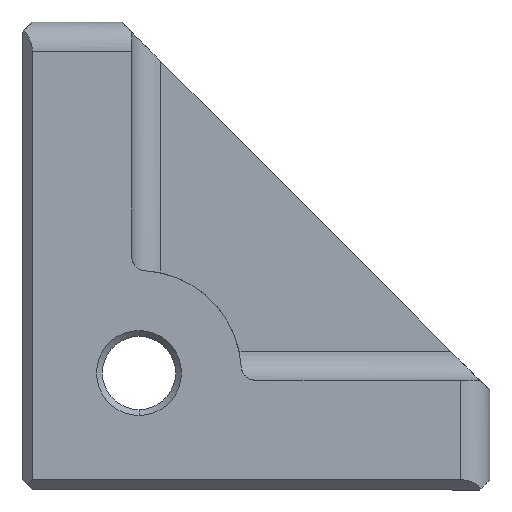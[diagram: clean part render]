
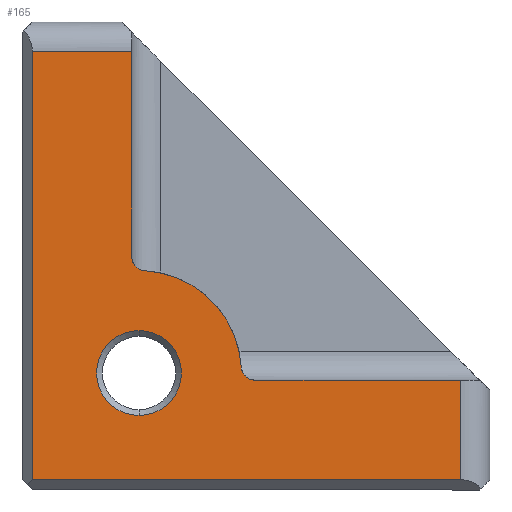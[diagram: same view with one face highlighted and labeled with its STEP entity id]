
A CAD part, left-side view. The second image highlights one B-rep face of the part: STEP entity #165.
In plain terms, the highlighted planar face has unit normal (-1, 0, 0).
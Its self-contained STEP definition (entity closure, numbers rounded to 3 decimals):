
#165=ADVANCED_FACE('',(#344,#345),#346,.T.);
#344=FACE_OUTER_BOUND('',#1714,.T.);
#345=FACE_BOUND('',#1715,.T.);
#346=PLANE('',#1716);
#1714=EDGE_LOOP('',(#2117,#2118,#2119,#2120,#2121,#2122,#2123,#2124,#2125));
#1715=EDGE_LOOP('',(#2126,#2127));
#1716=AXIS2_PLACEMENT_3D('',#2128,#2129,#2130);
#2117=ORIENTED_EDGE('',*,*,#2421,.T.);
#2118=ORIENTED_EDGE('',*,*,#2430,.T.);
#2119=ORIENTED_EDGE('',*,*,#2443,.T.);
#2120=ORIENTED_EDGE('',*,*,#2478,.F.);
#2121=ORIENTED_EDGE('',*,*,#2479,.F.);
#2122=ORIENTED_EDGE('',*,*,#2480,.F.);
#2123=ORIENTED_EDGE('',*,*,#2461,.T.);
#2124=ORIENTED_EDGE('',*,*,#2413,.T.);
#2125=ORIENTED_EDGE('',*,*,#2417,.T.);
#2126=ORIENTED_EDGE('',*,*,#2333,.T.);
#2127=ORIENTED_EDGE('',*,*,#2410,.T.);
#2128=CARTESIAN_POINT('',(-9.5,-8.0,8.0));
#2129=DIRECTION('',(-1.0,0.0,0.0));
#2130=DIRECTION('',(0.0,0.0,-1.0));
#2333=EDGE_CURVE('',#2559,#2557,#2560,.F.);
#2410=EDGE_CURVE('',#2557,#2559,#2677,.F.);
#2413=EDGE_CURVE('',#2681,#2679,#2682,.T.);
#2417=EDGE_CURVE('',#2679,#2685,#2687,.F.);
#2421=EDGE_CURVE('',#2685,#2691,#2693,.T.);
#2430=EDGE_CURVE('',#2691,#2702,#2704,.T.);
#2443=EDGE_CURVE('',#2702,#2719,#2721,.T.);
#2461=EDGE_CURVE('',#2746,#2681,#2747,.F.);
#2478=EDGE_CURVE('',#2770,#2719,#2771,.T.);
#2479=EDGE_CURVE('',#2772,#2770,#2773,.F.);
#2480=EDGE_CURVE('',#2746,#2772,#2774,.T.);
#2557=VERTEX_POINT('',#2878);
#2559=VERTEX_POINT('',#2881);
#2560=CIRCLE('',#2882,2.9);
#2677=CIRCLE('',#3154,2.9);
#2679=VERTEX_POINT('',#3156);
#2681=VERTEX_POINT('',#3159);
#2682=CIRCLE('',#3160,7.0);
#2685=VERTEX_POINT('',#3164);
#2687=CIRCLE('',#3167,1.);
#2691=VERTEX_POINT('',#3172);
#2693=LINE('',#3174,#3175);
#2702=VERTEX_POINT('',#3188);
#2704=LINE('',#3190,#3191);
#2719=VERTEX_POINT('',#3212);
#2721=LINE('',#3215,#3216);
#2746=VERTEX_POINT('',#3249);
#2747=CIRCLE('',#3250,1.0);
#2770=VERTEX_POINT('',#3300);
#2771=LINE('',#3301,#3302);
#2772=VERTEX_POINT('',#3303);
#2773=LINE('',#3304,#3305);
#2774=LINE('',#3306,#3307);
#2878=CARTESIAN_POINT('',(-9.5,-8.0,10.9));
#2881=CARTESIAN_POINT('',(-9.5,-8.0,5.1));
#2882=AXIS2_PLACEMENT_3D('',#3438,#3439,#3440);
#3154=AXIS2_PLACEMENT_3D('',#3529,#3530,#3531);
#3156=CARTESIAN_POINT('',(-9.5,-8.438,14.986));
#3159=CARTESIAN_POINT('',(-9.5,-14.986,8.438));
#3160=AXIS2_PLACEMENT_3D('',#3533,#3534,#3535);
#3164=CARTESIAN_POINT('',(-9.5,-7.5,15.984));
#3167=AXIS2_PLACEMENT_3D('',#3538,#3539,#3540);
#3172=CARTESIAN_POINT('',(-9.5,-7.5,30.));
#3174=CARTESIAN_POINT('',(-9.5,-7.5,10.487));
#3175=VECTOR('',#3545,1.0);
#3188=CARTESIAN_POINT('',(-9.5,-0.7,30.0));
#3190=CARTESIAN_POINT('',(-9.5,-7.4,30.));
#3191=VECTOR('',#3559,1.0);
#3212=CARTESIAN_POINT('',(-9.5,-0.7,0.7));
#3215=CARTESIAN_POINT('',(-9.5,-0.7,13.825));
#3216=VECTOR('',#3567,1.0);
#3249=CARTESIAN_POINT('',(-9.5,-15.984,7.5));
#3250=AXIS2_PLACEMENT_3D('',#3588,#3589,#3590);
#3300=CARTESIAN_POINT('',(-9.5,-30.0,0.7));
#3301=CARTESIAN_POINT('',(-9.5,-6.175,0.7));
#3302=VECTOR('',#3606,1.0);
#3303=CARTESIAN_POINT('',(-9.5,-30.0,7.5));
#3304=CARTESIAN_POINT('',(-9.5,-30.0,4.35));
#3305=VECTOR('',#3607,1.0);
#3306=CARTESIAN_POINT('',(-9.5,-19.65,7.5));
#3307=VECTOR('',#3608,1.0);
#3438=CARTESIAN_POINT('',(-9.5,-8.0,8.0));
#3439=DIRECTION('',(-1.0,0.0,0.0));
#3440=DIRECTION('',(0.0,0.0,-1.0));
#3529=CARTESIAN_POINT('',(-9.5,-8.0,8.0));
#3530=DIRECTION('',(-1.0,0.0,0.0));
#3531=DIRECTION('',(0.0,0.0,-1.0));
#3533=CARTESIAN_POINT('',(-9.5,-8.0,8.0));
#3534=DIRECTION('',(-1.0,0.0,0.0));
#3535=DIRECTION('',(0.0,0.0,-1.0));
#3538=CARTESIAN_POINT('',(-9.5,-8.5,15.984));
#3539=DIRECTION('',(-1.0,0.0,0.0));
#3540=DIRECTION('',(0.0,0.0,-1.0));
#3545=DIRECTION('',(0.0,0.,1.0));
#3559=DIRECTION('',(0.,1.0,0.));
#3567=DIRECTION('',(0.0,-0.0,-1.0));
#3588=CARTESIAN_POINT('',(-9.5,-15.984,8.5));
#3589=DIRECTION('',(-1.0,0.0,0.0));
#3590=DIRECTION('',(0.0,0.0,1.0));
#3606=DIRECTION('',(0.0,1.0,0.));
#3607=DIRECTION('',(0.0,0.0,1.0));
#3608=DIRECTION('',(0.0,-1.0,0.0));
